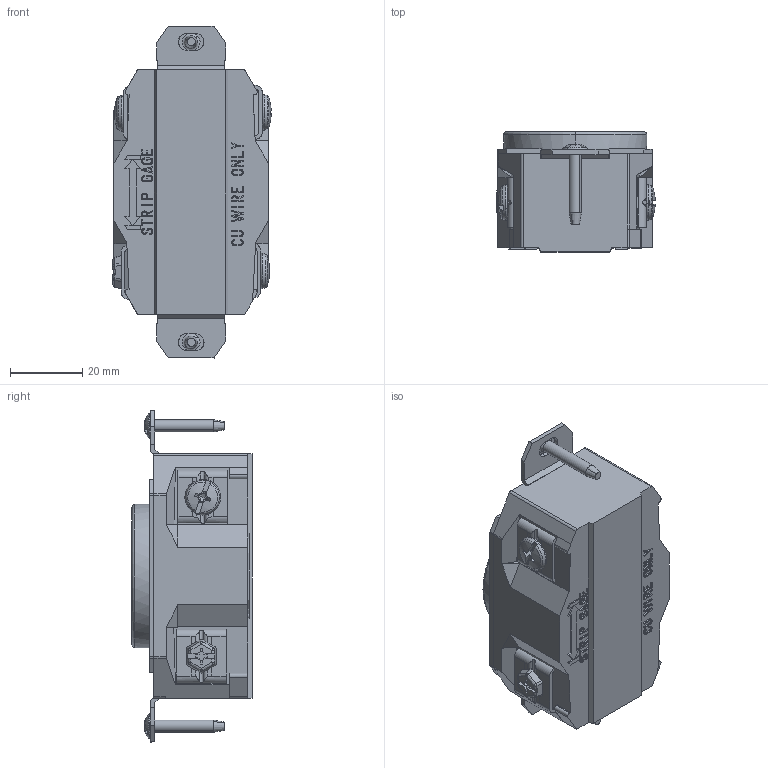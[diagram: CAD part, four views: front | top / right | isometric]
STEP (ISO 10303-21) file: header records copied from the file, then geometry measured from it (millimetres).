
FILE_DESCRIPTION (( 'STEP AP214' ), '1' );
FILE_NAME ('CATSTD-02710-000-M01.STEP', '2019-05-29T15:56:31', ( '' ), ( '' ), 'SwSTEP 2.0', 'SolidWorks 2017', '' );
FILE_SCHEMA (( 'AUTOMOTIVE_DESIGN' ));
Length unit declared in the file: inch
Products named in the file (2): CATSTD-02710-000-M01
Bounding box: 43.83 x 33.27 x 92.04 mm (x, y, z)
Surface area: 18188.8 mm2 (no closed solid volume)
Topology: 0 solids, 15 shells, 1121 faces, 3466 edges, 2373 vertices
Faces by surface type: plane 729, cylinder 274, cone 68, torus 22, bspline 18, sphere 10
Entity records: 57325 total; most frequent: CARTESIAN_POINT 13018, ORIENTED_EDGE 6331, DIRECTION 5585, EDGE_CURVE 3460, VERTEX_POINT 2373, LINE 2121, VECTOR 2121, AXIS2_PLACEMENT_3D 1732
